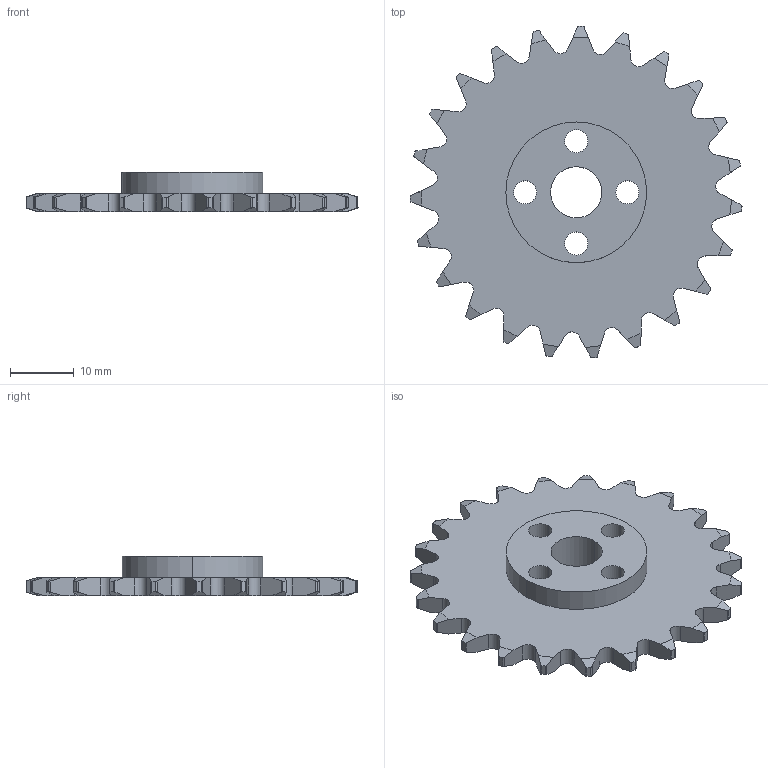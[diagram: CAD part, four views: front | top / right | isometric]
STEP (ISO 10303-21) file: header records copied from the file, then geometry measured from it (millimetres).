
FILE_DESCRIPTION (( 'STEP AP214' ), '1' );
FILE_NAME ('Sprocket 24 (23) Tooth.step', '2017-10-17T01:15:36', ( '' ), ( '' ), 'SwSTEP 2.0', 'SolidWorks 2017', '' );
FILE_SCHEMA (( 'AUTOMOTIVE_DESIGN' ));
Length unit declared in the file: inch
Products named in the file (1): Sprocket 24 (23) Tooth
Bounding box: 51.9 x 51.88 x 6.1 mm (x, y, z)
Volume: 5598.1 mm3; surface area: 4659.5 mm2
Topology: 1 solids, 1 shells, 215 faces, 636 edges, 424 vertices
Faces by surface type: cylinder 119, plane 49, cone 47
Entity records: 7468 total; most frequent: CARTESIAN_POINT 1879, ORIENTED_EDGE 1272, DIRECTION 1044, EDGE_CURVE 636, VERTEX_POINT 424, AXIS2_PLACEMENT_3D 393, VECTOR 258, LINE 258
